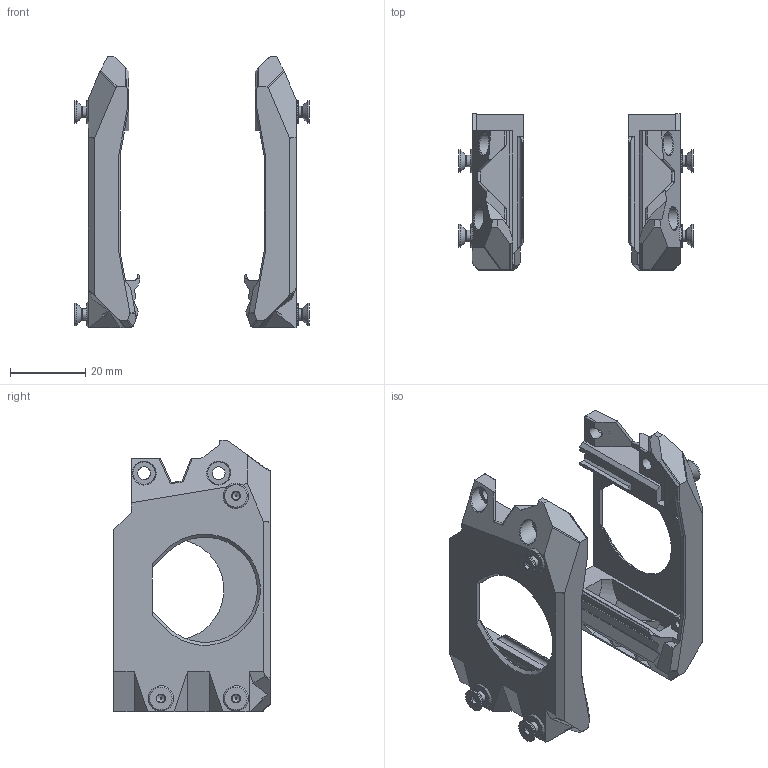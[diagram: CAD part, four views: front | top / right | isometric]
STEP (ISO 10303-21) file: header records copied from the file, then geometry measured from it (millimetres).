
FILE_DESCRIPTION(('FreeCAD Model'),'2;1');
FILE_NAME('Open CASCADE Shape Model','2025-06-08T16:51:33',(''),(''), 'Open CASCADE STEP processor 7.8','FreeCAD','Unknown');
FILE_SCHEMA(('AUTOMOTIVE_DESIGN { 1 0 10303 214 1 1 1 1 }'));
Length unit declared in the file: millimetre
Products named in the file (11): Unnamed1; AH_left_duct-std; left_duct_std_mm001; M3x8-Screw004; M3x8-Screw005; M3x8-Screw006; AH_right_duct-std; M3x8-Screw; M3x8-Screw001; M3x8-Screw002; right_duct_std_mm004
Assembly tree (10 placements, depth 3):
  Unnamed1
    AH_left_duct-std
      left_duct_std_mm001
      M3x8-Screw004
      M3x8-Screw005
      M3x8-Screw006
    AH_right_duct-std
      M3x8-Screw
      M3x8-Screw001
      M3x8-Screw002
      right_duct_std_mm004
Bounding box: 62.42 x 41.6 x 72.29 mm (x, y, z)
Volume: 19468.2 mm3; surface area: 17745.4 mm2
Topology: 8 solids, 10 shells, 446 faces, 1214 edges, 792 vertices
Faces by surface type: plane 300, cylinder 90, cone 34, bspline 16, torus 6
Full cylindrical faces by diameter (mm): 1.8 x4, 2.7 x6, 3 x6, 3.4 x4, 4.7 x2, 6 x16
Entity records: 24611 total; most frequent: CARTESIAN_POINT 13007, ORIENTED_EDGE 2412, DIRECTION 2302, EDGE_CURVE 1206, LINE 800, VECTOR 800, VERTEX_POINT 792, AXIS2_PLACEMENT_3D 751
